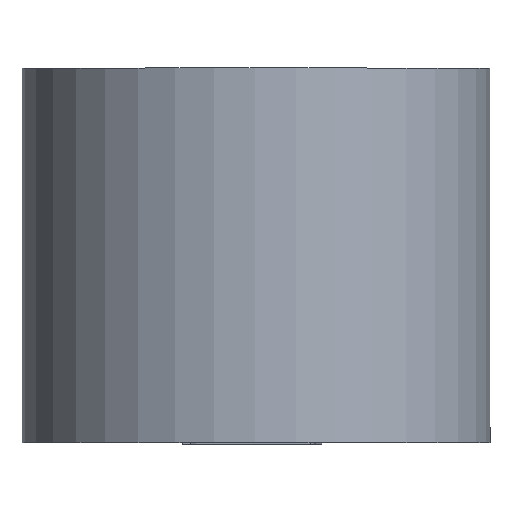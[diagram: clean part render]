
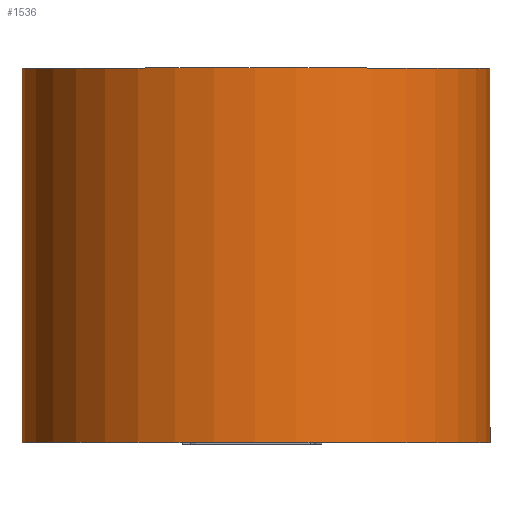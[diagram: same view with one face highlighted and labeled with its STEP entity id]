
A CAD part, top view. The second image highlights one B-rep face of the part: STEP entity #1536.
In plain terms, the highlighted cylindrical face has radius 87.5 mm (diameter 175 mm), a partial arc.
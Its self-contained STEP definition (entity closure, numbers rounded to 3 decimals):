
#91=CYLINDRICAL_SURFACE($,#1692,87.5);
#120=CIRCLE($,#1693,87.5);
#121=CIRCLE($,#1694,87.5);
#236=FACE_OUTER_BOUND($,#344,.T.);
#344=EDGE_LOOP($,(#1296,#1297,#1298,#1299));
#493=LINE($,#13601,#629);
#503=LINE($,#13628,#639);
#629=VECTOR($,#2058,140.);
#639=VECTOR($,#2084,140.);
#742=VERTEX_POINT($,#13598);
#743=VERTEX_POINT($,#13600);
#751=VERTEX_POINT($,#13624);
#752=VERTEX_POINT($,#13626);
#928=EDGE_CURVE($,#742,#743,#493,.T.);
#942=EDGE_CURVE($,#751,#752,#503,.T.);
#943=EDGE_CURVE($,#742,#751,#120,.T.);
#944=EDGE_CURVE($,#743,#752,#121,.T.);
#1296=ORIENTED_EDGE($,*,*,#943,.T.);
#1297=ORIENTED_EDGE($,*,*,#942,.T.);
#1298=ORIENTED_EDGE($,*,*,#944,.F.);
#1299=ORIENTED_EDGE($,*,*,#928,.F.);
#1536=ADVANCED_FACE($,(#236),#91,.T.);
#1692=AXIS2_PLACEMENT_3D($,#13629,#2085,#2086);
#1693=AXIS2_PLACEMENT_3D($,#13630,#2087,#2088);
#1694=AXIS2_PLACEMENT_3D($,#13631,#2089,#2090);
#2058=DIRECTION($,(0.,0.,-1.));
#2084=DIRECTION($,(0.,0.,-1.));
#2085=DIRECTION('center_axis',(0.,0.,-1.));
#2086=DIRECTION('ref_axis',(-1.,-0.001,0.));
#2087=DIRECTION('center_axis',(0.,0.,-1.));
#2088=DIRECTION('ref_axis',(-1.,-0.001,0.));
#2089=DIRECTION('center_axis',(0.,0.,-1.));
#2090=DIRECTION('ref_axis',(-1.,-0.001,0.));
#13598=CARTESIAN_POINT('',(-156.481,15.004,0.));
#13600=CARTESIAN_POINT('',(-156.481,15.004,-140.));
#13601=CARTESIAN_POINT($,(-156.481,15.004,0.));
#13624=CARTESIAN_POINT('',(18.517,15.678,0.));
#13626=CARTESIAN_POINT('',(18.517,15.678,-140.));
#13628=CARTESIAN_POINT($,(18.517,15.678,0.));
#13629=CARTESIAN_POINT('Origin',(-68.983,15.633,0.));
#13630=CARTESIAN_POINT('Origin',(-68.983,15.633,0.));
#13631=CARTESIAN_POINT('Origin',(-68.983,15.633,-140.));
